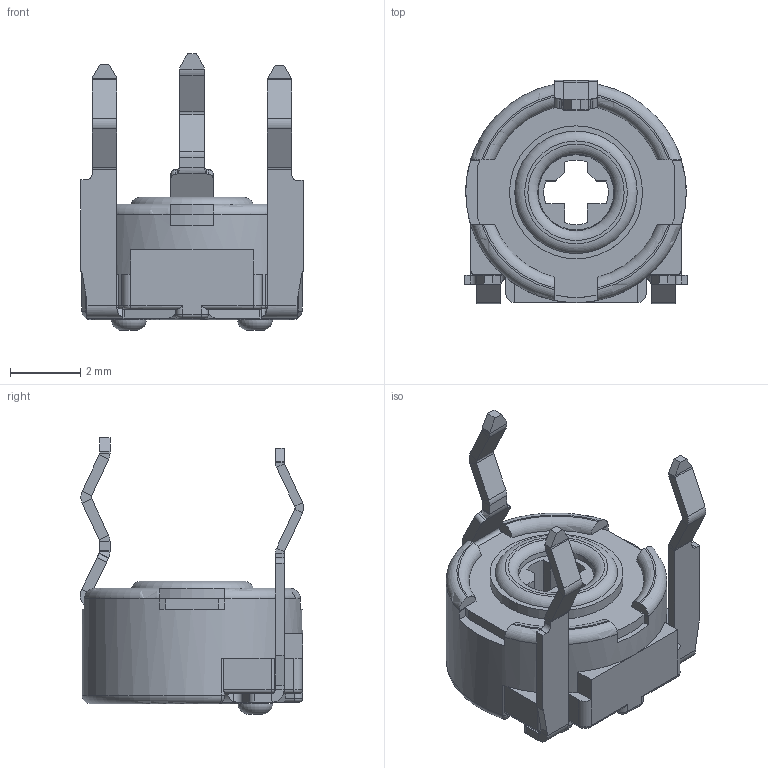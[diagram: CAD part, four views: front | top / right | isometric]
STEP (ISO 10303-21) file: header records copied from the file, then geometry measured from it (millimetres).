
FILE_DESCRIPTION (( 'STEP AP203' ), '1' );
FILE_NAME ('11525-02-CONJUNTO.STEP', '2022-04-13T09:15:33', ( '' ), ( '' ), 'SwSTEP 2.0', 'SolidWorks 2018', '' );
FILE_SCHEMA (( 'CONFIG_CONTROL_DESIGN' ));
Length unit declared in the file: millimetre
Products named in the file (6): 11525-02-CONJUNTO; 11525-02-PORTACURSOR_Predeterminada; 11525-02-COLECTOR_Predeterminada; 11525-02-TERMINAL DERECHO_Predeterminada; 11525-02-TERMINAL IZQUIERDO_Predeterminada; 11525-02-CARCASA_Predeterminada
Assembly tree (5 placements, depth 2):
  11525-02-CONJUNTO
    11525-02-CARCASA_Predeterminada
    11525-02-COLECTOR_Predeterminada
    11525-02-PORTACURSOR_Predeterminada
    11525-02-TERMINAL IZQUIERDO_Predeterminada
    11525-02-TERMINAL DERECHO_Predeterminada
Bounding box: 6.35 x 6.38 x 7.9 mm (x, y, z)
Volume: 63.2 mm3; surface area: 361.9 mm2
Topology: 5 solids, 5 shells, 486 faces, 1209 edges, 752 vertices
Faces by surface type: plane 302, cylinder 109, bspline 46, torus 24, cone 3, sphere 2
Full cylindrical faces by diameter (mm): 0.6 x2, 0.7 x2, 1 x2, 1.2 x1, 2.45 x1, 2.5 x1, 2.9 x1, 3 x1, 3.6 x1, 3.8 x1, 5.5 x1, 6.3 x1
Entity records: 16934 total; most frequent: CARTESIAN_POINT 5167, ORIENTED_EDGE 2356, DIRECTION 2152, EDGE_CURVE 1178, VECTOR 768, LINE 768, VERTEX_POINT 749, AXIS2_PLACEMENT_3D 692
